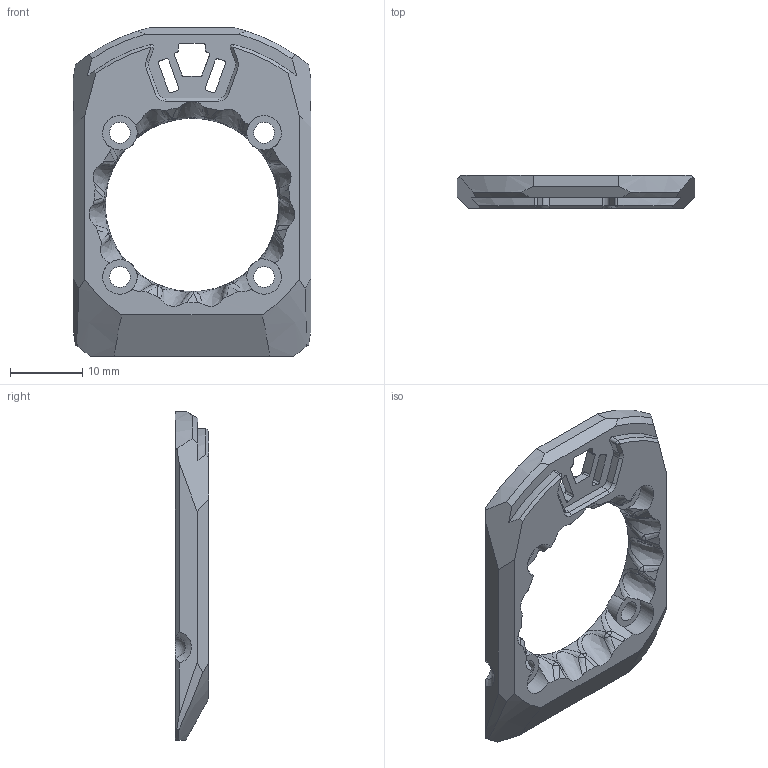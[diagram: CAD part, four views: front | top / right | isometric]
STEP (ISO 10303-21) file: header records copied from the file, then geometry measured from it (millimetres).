
FILE_DESCRIPTION(/* description */ ('Faceplate - LED - Front'),/* implementation_level */ '2;1');
FILE_NAME(/* name */ 'Faceplate - LED - Front v1.step',/* time_stamp */ '2025-10-13T10:45:12+03:00',/* author */ (''),/* organization */ (''),/* preprocessor_version */ 'ST-DEVELOPER v20.1',/* originating_system */ 'Autodesk Translation Framework v14.17.0.0',/* authorisation */ '');
FILE_SCHEMA (('AUTOMOTIVE_DESIGN { 1 0 10303 214 3 1 1 }'));
Length unit declared in the file: millimetre
Products named in the file (1): Faceplate - LED - Front
Bounding box: 32.92 x 4.6 x 45.52 mm (x, y, z)
Volume: 3236.8 mm3; surface area: 2848.3 mm2
Topology: 1 solids, 1 shells, 239 faces, 647 edges, 382 vertices
Faces by surface type: bspline 105, cylinder 60, plane 47, cone 26, sphere 1
Full cylindrical faces by diameter (mm): 2.9 x4
Entity records: 17947 total; most frequent: CARTESIAN_POINT 12786, ORIENTED_EDGE 1242, DIRECTION 802, EDGE_CURVE 621, VERTEX_POINT 382, AXIS2_PLACEMENT_3D 314, B_SPLINE_CURVE_WITH_KNOTS 260, EDGE_LOOP 253
